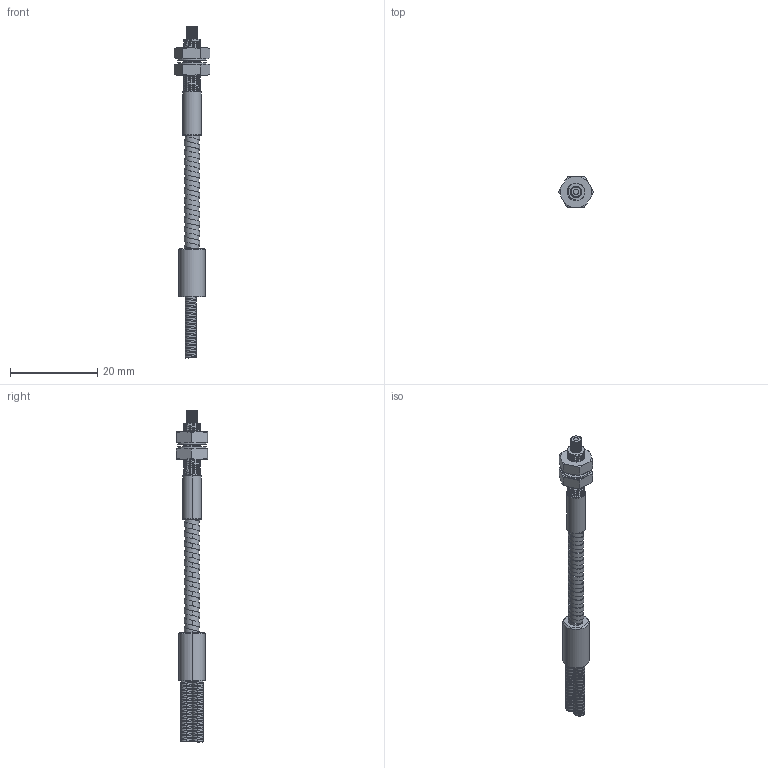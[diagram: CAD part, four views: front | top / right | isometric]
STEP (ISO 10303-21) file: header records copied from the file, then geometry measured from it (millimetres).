
FILE_DESCRIPTION (( 'STEP AP203' ), '1' );
FILE_NAME ('PD-H41S.H42S.STEP', '2015-12-21T05:30:48', ( '' ), ( '' ), 'SwSTEP 2.0', 'SolidWorks 2013', '' );
FILE_SCHEMA (( 'CONFIG_CONTROL_DESIGN' ));
Length unit declared in the file: millimetre
Products named in the file (1): PD-H41S.H42S
Bounding box: 8.08 x 7.15 x 76 mm (x, y, z)
Volume: 1156.4 mm3; surface area: 1571.8 mm2
Topology: 3 solids, 3 shells, 361 faces, 1007 edges, 663 vertices
Faces by surface type: cylinder 200, plane 112, cone 30, bspline 15, torus 4
Entity records: 32127 total; most frequent: CARTESIAN_POINT 24009, ORIENTED_EDGE 2014, DIRECTION 1366, EDGE_CURVE 1007, VERTEX_POINT 663, AXIS2_PLACEMENT_3D 463, LINE 440, VECTOR 440
